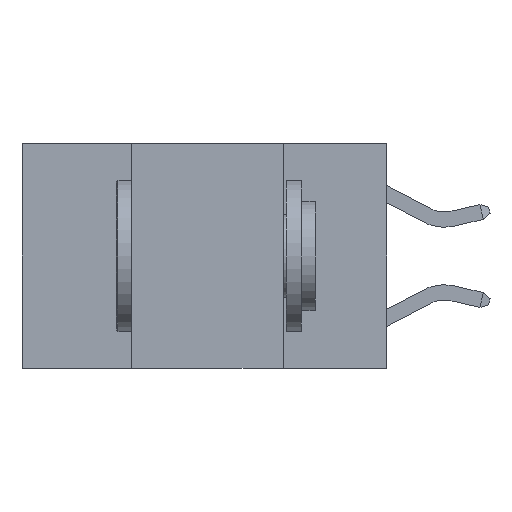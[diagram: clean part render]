
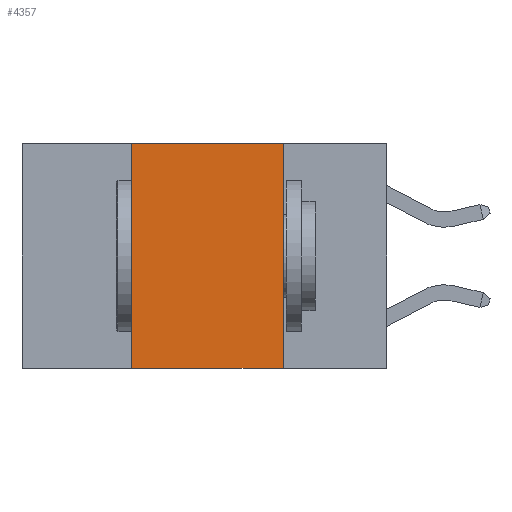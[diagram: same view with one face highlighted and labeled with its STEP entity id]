
A CAD part, left-side view. The second image highlights one B-rep face of the part: STEP entity #4357.
In plain terms, the highlighted planar face has unit normal (-1, 0, 0).
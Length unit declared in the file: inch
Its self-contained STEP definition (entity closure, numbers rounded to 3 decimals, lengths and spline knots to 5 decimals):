
#60 = DIRECTION ( 'NONE',  ( 0., 0., -1. ) ) ;
#341 = VECTOR ( 'NONE', #11072, 39.37008 ) ;
#491 = VERTEX_POINT ( 'NONE', #20822 ) ;
#835 = PLANE ( 'NONE',  #5407 ) ;
#966 = VERTEX_POINT ( 'NONE', #3511 ) ;
#2711 = DIRECTION ( 'NONE',  ( 1., 0., 0. ) ) ;
#3151 = ORIENTED_EDGE ( 'NONE', *, *, #17760, .F. ) ;
#3448 = CARTESIAN_POINT ( 'NONE',  ( 0., 0.6, 0. ) ) ;
#3511 = CARTESIAN_POINT ( 'NONE',  ( 0., 0.42, -0.37 ) ) ;
#3834 = VECTOR ( 'NONE', #60, 39.37008 ) ;
#4357 = ADVANCED_FACE ( 'NONE', ( #15750 ), #835, .F. ) ;
#5012 = VERTEX_POINT ( 'NONE', #24416 ) ;
#5407 = AXIS2_PLACEMENT_3D ( 'NONE', #23518, #2711, #13990 ) ;
#7834 = LINE ( 'NONE', #13598, #14274 ) ;
#8789 = ORIENTED_EDGE ( 'NONE', *, *, #17737, .F. ) ;
#9539 = LINE ( 'NONE', #17450, #15858 ) ;
#10222 = EDGE_CURVE ( 'NONE', #966, #24500, #7834, .T. ) ;
#11072 = DIRECTION ( 'NONE',  ( 0., -1., 0. ) ) ;
#11930 = CARTESIAN_POINT ( 'NONE',  ( 0., 0.17, 0. ) ) ;
#13598 = CARTESIAN_POINT ( 'NONE',  ( 0., 0.6, -0.37 ) ) ;
#13990 = DIRECTION ( 'NONE',  ( 0., 0., -1. ) ) ;
#14274 = VECTOR ( 'NONE', #20998, 39.37008 ) ;
#14593 = ORIENTED_EDGE ( 'NONE', *, *, #10222, .T. ) ;
#15750 = FACE_OUTER_BOUND ( 'NONE', #24203, .T. ) ;
#15825 = LINE ( 'NONE', #11930, #3834 ) ;
#15858 = VECTOR ( 'NONE', #19307, 39.37008 ) ;
#16653 = CARTESIAN_POINT ( 'NONE',  ( 0., 0.17, -0.37 ) ) ;
#17450 = CARTESIAN_POINT ( 'NONE',  ( 0., 0.42, 0. ) ) ;
#17737 = EDGE_CURVE ( 'NONE', #966, #491, #9539, .T. ) ;
#17760 = EDGE_CURVE ( 'NONE', #5012, #24500, #15825, .T. ) ;
#19307 = DIRECTION ( 'NONE',  ( 0., 0., 1. ) ) ;
#20626 = EDGE_CURVE ( 'NONE', #491, #5012, #22475, .T. ) ;
#20822 = CARTESIAN_POINT ( 'NONE',  ( 0., 0.42, 0. ) ) ;
#20998 = DIRECTION ( 'NONE',  ( 0., -1., 0. ) ) ;
#22475 = LINE ( 'NONE', #3448, #341 ) ;
#23518 = CARTESIAN_POINT ( 'NONE',  ( 0., 0.6, 0. ) ) ;
#23640 = ORIENTED_EDGE ( 'NONE', *, *, #20626, .F. ) ;
#24203 = EDGE_LOOP ( 'NONE', ( #3151, #23640, #8789, #14593 ) ) ;
#24416 = CARTESIAN_POINT ( 'NONE',  ( 0., 0.17, 0. ) ) ;
#24500 = VERTEX_POINT ( 'NONE', #16653 ) ;
